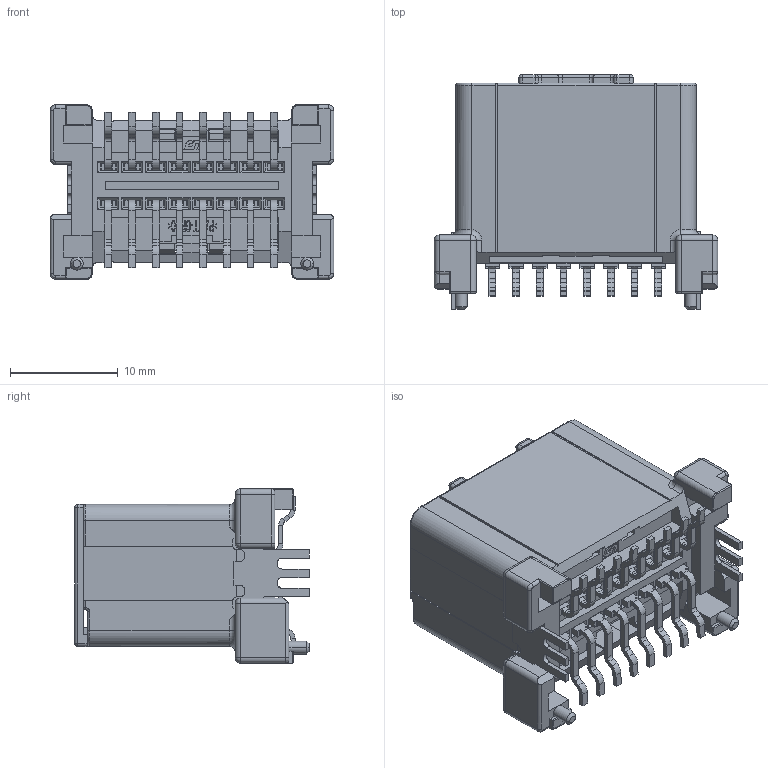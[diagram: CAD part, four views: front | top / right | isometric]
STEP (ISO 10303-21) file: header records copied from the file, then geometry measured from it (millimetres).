
FILE_DESCRIPTION((''),'2;1');
FILE_NAME('025_II_SMT_16M_V_HSG_REV01','2023-01-04T11:08:28',('jhryu'),(''),'CREO PARAMETRIC BY PTC INC, 2017380','CREO PARAMETRIC BY PTC INC, 2017380','');
FILE_SCHEMA(('CONFIG_CONTROL_DESIGN'));
Products named in the file (1): 025_II_SMT_16M_V_HSG_REV01
Bounding box: 26.32 x 21.8 x 16.2 mm (x, y, z)
Volume: 2028.2 mm3; surface area: 4449.2 mm2
Topology: 1 solids, 65 shells, 2980 faces, 7536 edges, 4737 vertices
Faces by surface type: plane 2322, cylinder 564, sphere 35, torus 30, cone 15, bspline 14
Entity records: 87986 total; most frequent: CARTESIAN_POINT 16132, ORIENTED_EDGE 15064, DIRECTION 14435, EDGE_CURVE 7532, VECTOR 6205, LINE 6205, VERTEX_POINT 4737, AXIS2_PLACEMENT_3D 4115
